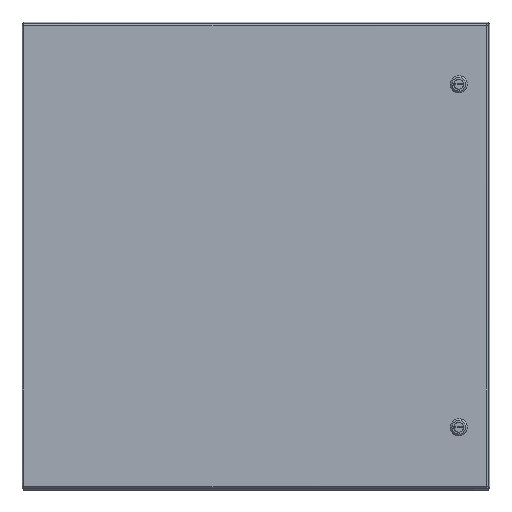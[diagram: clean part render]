
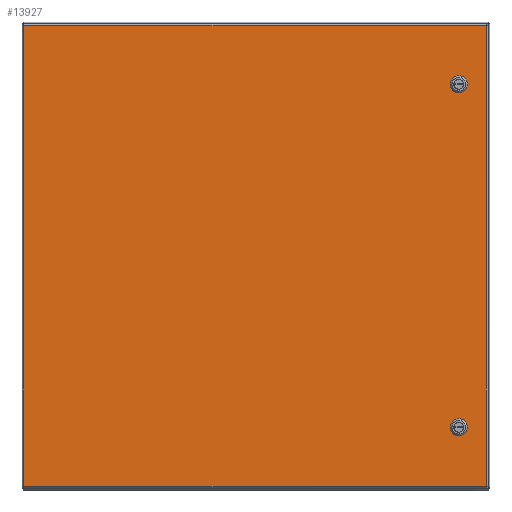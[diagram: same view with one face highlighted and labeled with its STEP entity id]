
A CAD part, top view. The second image highlights one B-rep face of the part: STEP entity #13927.
In plain terms, the highlighted face is planar.
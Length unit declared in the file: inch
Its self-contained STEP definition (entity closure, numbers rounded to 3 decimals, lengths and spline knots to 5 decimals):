
#461=FACE_BOUND('',#2992,.T.);
#462=FACE_BOUND('',#2993,.T.);
#671=CIRCLE('',#14759,0.453);
#673=CIRCLE('',#14763,0.453);
#675=CIRCLE('',#14767,0.453);
#677=CIRCLE('',#14771,0.453);
#679=CIRCLE('',#14775,0.453);
#681=CIRCLE('',#14779,0.453);
#683=CIRCLE('',#14783,0.453);
#685=CIRCLE('',#14787,0.453);
#1283=PLANE('',#14825);
#2078=FACE_OUTER_BOUND('',#2991,.T.);
#2991=EDGE_LOOP('',(#10244,#10245,#10246,#10247));
#2992=EDGE_LOOP('',(#10248,#10249,#10250,#10251,#10252,#10253,#10254,#10255));
#2993=EDGE_LOOP('',(#10256,#10257,#10258,#10259,#10260,#10261,#10262,#10263));
#4033=LINE('',#22498,#5103);
#4037=LINE('',#22510,#5107);
#4041=LINE('',#22522,#5111);
#4045=LINE('',#22532,#5115);
#4049=LINE('',#22546,#5119);
#4053=LINE('',#22558,#5123);
#4057=LINE('',#22570,#5127);
#4061=LINE('',#22580,#5131);
#4097=LINE('',#22662,#5167);
#4103=LINE('',#22744,#5173);
#4118=LINE('',#22844,#5188);
#4133=LINE('',#22943,#5203);
#5103=VECTOR('',#16551,0.42525);
#5107=VECTOR('',#16563,0.42525);
#5111=VECTOR('',#16575,0.42525);
#5115=VECTOR('',#16587,0.42525);
#5119=VECTOR('',#16599,0.42525);
#5123=VECTOR('',#16611,0.42525);
#5127=VECTOR('',#16623,0.42525);
#5131=VECTOR('',#16635,0.42525);
#5167=VECTOR('',#16697,29.5395);
#5173=VECTOR('',#16709,29.6645);
#5188=VECTOR('',#16738,29.5395);
#5203=VECTOR('',#16767,29.6645);
#6238=VERTEX_POINT('',#22489);
#6239=VERTEX_POINT('',#22491);
#6241=VERTEX_POINT('',#22497);
#6243=VERTEX_POINT('',#22503);
#6245=VERTEX_POINT('',#22509);
#6247=VERTEX_POINT('',#22515);
#6249=VERTEX_POINT('',#22521);
#6251=VERTEX_POINT('',#22527);
#6254=VERTEX_POINT('',#22537);
#6255=VERTEX_POINT('',#22539);
#6257=VERTEX_POINT('',#22545);
#6259=VERTEX_POINT('',#22551);
#6261=VERTEX_POINT('',#22557);
#6263=VERTEX_POINT('',#22563);
#6265=VERTEX_POINT('',#22569);
#6267=VERTEX_POINT('',#22575);
#6292=VERTEX_POINT('',#22653);
#6293=VERTEX_POINT('',#22661);
#6298=VERTEX_POINT('',#22736);
#6308=VERTEX_POINT('',#22836);
#7657=EDGE_CURVE('',#6239,#6238,#671,.T.);
#7660=EDGE_CURVE('',#6241,#6239,#4033,.T.);
#7663=EDGE_CURVE('',#6243,#6241,#673,.T.);
#7666=EDGE_CURVE('',#6245,#6243,#4037,.T.);
#7669=EDGE_CURVE('',#6247,#6245,#675,.T.);
#7672=EDGE_CURVE('',#6249,#6247,#4041,.T.);
#7675=EDGE_CURVE('',#6251,#6249,#677,.T.);
#7678=EDGE_CURVE('',#6238,#6251,#4045,.T.);
#7681=EDGE_CURVE('',#6255,#6254,#679,.T.);
#7684=EDGE_CURVE('',#6257,#6255,#4049,.T.);
#7687=EDGE_CURVE('',#6259,#6257,#681,.T.);
#7690=EDGE_CURVE('',#6261,#6259,#4053,.T.);
#7693=EDGE_CURVE('',#6263,#6261,#683,.T.);
#7696=EDGE_CURVE('',#6265,#6263,#4057,.T.);
#7699=EDGE_CURVE('',#6267,#6265,#685,.T.);
#7702=EDGE_CURVE('',#6254,#6267,#4061,.T.);
#7739=EDGE_CURVE('',#6293,#6292,#4097,.T.);
#7749=EDGE_CURVE('',#6292,#6298,#4103,.T.);
#7768=EDGE_CURVE('',#6298,#6308,#4118,.T.);
#7787=EDGE_CURVE('',#6308,#6293,#4133,.T.);
#10244=ORIENTED_EDGE('',*,*,#7739,.T.);
#10245=ORIENTED_EDGE('',*,*,#7749,.T.);
#10246=ORIENTED_EDGE('',*,*,#7768,.T.);
#10247=ORIENTED_EDGE('',*,*,#7787,.T.);
#10248=ORIENTED_EDGE('',*,*,#7657,.T.);
#10249=ORIENTED_EDGE('',*,*,#7678,.T.);
#10250=ORIENTED_EDGE('',*,*,#7675,.T.);
#10251=ORIENTED_EDGE('',*,*,#7672,.T.);
#10252=ORIENTED_EDGE('',*,*,#7669,.T.);
#10253=ORIENTED_EDGE('',*,*,#7666,.T.);
#10254=ORIENTED_EDGE('',*,*,#7663,.T.);
#10255=ORIENTED_EDGE('',*,*,#7660,.T.);
#10256=ORIENTED_EDGE('',*,*,#7681,.T.);
#10257=ORIENTED_EDGE('',*,*,#7702,.T.);
#10258=ORIENTED_EDGE('',*,*,#7699,.T.);
#10259=ORIENTED_EDGE('',*,*,#7696,.T.);
#10260=ORIENTED_EDGE('',*,*,#7693,.T.);
#10261=ORIENTED_EDGE('',*,*,#7690,.T.);
#10262=ORIENTED_EDGE('',*,*,#7687,.T.);
#10263=ORIENTED_EDGE('',*,*,#7684,.T.);
#13927=ADVANCED_FACE('',(#2078,#461,#462),#1283,.F.);
#14759=AXIS2_PLACEMENT_3D('',#22492,#16545,#16546);
#14763=AXIS2_PLACEMENT_3D('',#22504,#16557,#16558);
#14767=AXIS2_PLACEMENT_3D('',#22516,#16569,#16570);
#14771=AXIS2_PLACEMENT_3D('',#22528,#16581,#16582);
#14775=AXIS2_PLACEMENT_3D('',#22540,#16593,#16594);
#14779=AXIS2_PLACEMENT_3D('',#22552,#16605,#16606);
#14783=AXIS2_PLACEMENT_3D('',#22564,#16617,#16618);
#14787=AXIS2_PLACEMENT_3D('',#22576,#16629,#16630);
#14825=AXIS2_PLACEMENT_3D('',#23029,#16792,#16793);
#16545=DIRECTION('center_axis',(0.,0.,1.));
#16546=DIRECTION('ref_axis',(-0.469,-0.883,0.));
#16551=DIRECTION('',(0.,1.,0.));
#16557=DIRECTION('center_axis',(0.,0.,1.));
#16558=DIRECTION('ref_axis',(-0.883,0.469,0.));
#16563=DIRECTION('',(1.,0.,0.));
#16569=DIRECTION('center_axis',(0.,0.,1.));
#16570=DIRECTION('ref_axis',(0.469,0.883,0.));
#16575=DIRECTION('',(0.,-1.,0.));
#16581=DIRECTION('center_axis',(0.,0.,1.));
#16582=DIRECTION('ref_axis',(0.883,-0.469,0.));
#16587=DIRECTION('',(-1.,0.,0.));
#16593=DIRECTION('center_axis',(0.,0.,1.));
#16594=DIRECTION('ref_axis',(-0.469,-0.883,0.));
#16599=DIRECTION('',(0.,1.,0.));
#16605=DIRECTION('center_axis',(0.,0.,1.));
#16606=DIRECTION('ref_axis',(-0.883,0.469,0.));
#16611=DIRECTION('',(1.,0.,0.));
#16617=DIRECTION('center_axis',(0.,0.,1.));
#16618=DIRECTION('ref_axis',(0.469,0.883,0.));
#16623=DIRECTION('',(0.,-1.,0.));
#16629=DIRECTION('center_axis',(0.,0.,1.));
#16630=DIRECTION('ref_axis',(0.883,-0.469,0.));
#16635=DIRECTION('',(-1.,0.,0.));
#16697=DIRECTION('',(0.,-1.,0.));
#16709=DIRECTION('',(-1.,0.,0.));
#16738=DIRECTION('',(0.,1.,0.));
#16767=DIRECTION('',(1.,0.,0.));
#16792=DIRECTION('center_axis',(0.,0.,1.));
#16793=DIRECTION('ref_axis',(1.,0.,0.));
#22489=CARTESIAN_POINT('',(2.08762,4.275,0.));
#22491=CARTESIAN_POINT('',(2.275,4.08762,0.));
#22492=CARTESIAN_POINT('Origin',(1.875,3.875,0.));
#22497=CARTESIAN_POINT('',(2.275,3.66238,0.));
#22498=CARTESIAN_POINT('',(2.275,9.48131,0.));
#22503=CARTESIAN_POINT('',(2.08762,3.475,0.));
#22504=CARTESIAN_POINT('Origin',(1.875,3.875,0.));
#22509=CARTESIAN_POINT('',(1.66238,3.475,0.));
#22510=CARTESIAN_POINT('',(8.51256,3.475,0.));
#22515=CARTESIAN_POINT('',(1.475,3.66238,0.));
#22516=CARTESIAN_POINT('Origin',(1.875,3.875,0.));
#22521=CARTESIAN_POINT('',(1.475,4.08762,0.));
#22522=CARTESIAN_POINT('',(1.475,9.26869,0.));
#22527=CARTESIAN_POINT('',(1.66238,4.275,0.));
#22528=CARTESIAN_POINT('Origin',(1.875,3.875,0.));
#22532=CARTESIAN_POINT('',(8.29994,4.275,0.));
#22537=CARTESIAN_POINT('',(2.08762,26.275,0.));
#22539=CARTESIAN_POINT('',(2.275,26.08762,0.));
#22540=CARTESIAN_POINT('Origin',(1.875,25.875,0.));
#22545=CARTESIAN_POINT('',(2.275,25.66238,0.));
#22546=CARTESIAN_POINT('',(2.275,20.48131,0.));
#22551=CARTESIAN_POINT('',(2.08762,25.475,0.));
#22552=CARTESIAN_POINT('Origin',(1.875,25.875,0.));
#22557=CARTESIAN_POINT('',(1.66238,25.475,0.));
#22558=CARTESIAN_POINT('',(8.51256,25.475,0.));
#22563=CARTESIAN_POINT('',(1.475,25.66238,0.));
#22564=CARTESIAN_POINT('Origin',(1.875,25.875,0.));
#22569=CARTESIAN_POINT('',(1.475,26.08762,0.));
#22570=CARTESIAN_POINT('',(1.475,20.26869,0.));
#22575=CARTESIAN_POINT('',(1.66238,26.275,0.));
#22576=CARTESIAN_POINT('Origin',(1.875,25.875,0.));
#22580=CARTESIAN_POINT('',(8.29994,26.275,0.));
#22653=CARTESIAN_POINT('',(29.76975,0.10525,0.));
#22661=CARTESIAN_POINT('',(29.76975,29.64475,0.));
#22662=CARTESIAN_POINT('',(29.76975,22.25988,0.));
#22736=CARTESIAN_POINT('',(0.10525,0.10525,0.));
#22744=CARTESIAN_POINT('',(22.35363,0.10525,0.));
#22836=CARTESIAN_POINT('',(0.10525,29.64475,0.));
#22844=CARTESIAN_POINT('',(0.10525,7.49013,0.));
#22943=CARTESIAN_POINT('',(7.52137,29.64475,0.));
#23029=CARTESIAN_POINT('Origin',(14.9375,14.875,0.));
